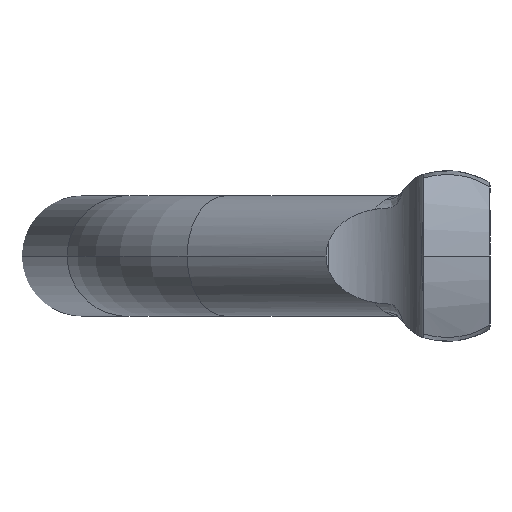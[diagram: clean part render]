
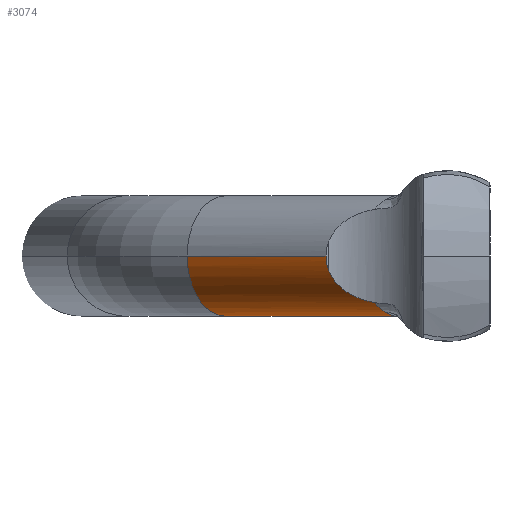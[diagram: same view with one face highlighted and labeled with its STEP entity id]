
A CAD part, left-side view. The second image highlights one B-rep face of the part: STEP entity #3074.
In plain terms, the highlighted cylindrical face has radius 6.35 mm (diameter 12.7 mm), a partial arc.
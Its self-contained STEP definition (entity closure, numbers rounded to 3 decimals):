
#40 = VERTEX_POINT ( 'NONE', #3402 ) ;
#48 = ORIENTED_EDGE ( 'NONE', *, *, #1436, .T. ) ;
#56 = CARTESIAN_POINT ( 'NONE',  ( -109.169, 6.26, -3.615 ) ) ;
#169 = VECTOR ( 'NONE', #3057, 1000. ) ;
#179 = CARTESIAN_POINT ( 'NONE',  ( -113.168, 9.616, 0. ) ) ;
#200 = CARTESIAN_POINT ( 'NONE',  ( -100.361, 15., -1.186 ) ) ;
#237 = CARTESIAN_POINT ( 'NONE',  ( -108.039, 7.322, -3.335 ) ) ;
#268 = DIRECTION ( 'NONE',  ( -0.643, -0.766, 0. ) ) ;
#345 = EDGE_LOOP ( 'NONE', ( #2984, #933, #2024, #1529, #2324, #48, #1687, #812, #3660, #818 ) ) ;
#394 = CIRCLE ( 'NONE', #1020, 6.35 ) ;
#438 = DIRECTION ( 'NONE',  ( 0.643, 0.766, 0. ) ) ;
#532 = VERTEX_POINT ( 'NONE', #1605 ) ;
#547 = CARTESIAN_POINT ( 'NONE',  ( -102.696, 31.975, 0. ) ) ;
#569 = B_SPLINE_CURVE_WITH_KNOTS ( 'NONE', 3,
 ( #56, #1006, #2514, #3140 ),
 .UNSPECIFIED., .F., .F.,
 ( 4, 4 ),
 ( 0., 0.002 ),
 .UNSPECIFIED. ) ;
#610 = DIRECTION ( 'NONE',  ( 0.643, 0.766, 0. ) ) ;
#613 = EDGE_CURVE ( 'NONE', #3596, #532, #3350, .T. ) ;
#625 = FACE_OUTER_BOUND ( 'NONE', #345, .T. ) ;
#627 = CARTESIAN_POINT ( 'NONE',  ( -115.773, 13.113, -4.73 ) ) ;
#654 = DIRECTION ( 'NONE',  ( 0., 0., -1. ) ) ;
#656 = CARTESIAN_POINT ( 'NONE',  ( -114.877, 11.049, -5.946 ) ) ;
#749 = CARTESIAN_POINT ( 'NONE',  ( -102.696, 31.975, 0. ) ) ;
#812 = ORIENTED_EDGE ( 'NONE', *, *, #613, .T. ) ;
#815 = VERTEX_POINT ( 'NONE', #1616 ) ;
#818 = ORIENTED_EDGE ( 'NONE', *, *, #2903, .F. ) ;
#903 = EDGE_CURVE ( 'NONE', #1867, #2205, #2888, .T. ) ;
#924 = CARTESIAN_POINT ( 'NONE',  ( -113.168, 9.616, 0. ) ) ;
#933 = ORIENTED_EDGE ( 'NONE', *, *, #2013, .T. ) ;
#949 = AXIS2_PLACEMENT_3D ( 'NONE', #179, #3125, #1386 ) ;
#985 = VECTOR ( 'NONE', #268, 1000. ) ;
#999 = CARTESIAN_POINT ( 'NONE',  ( -115., 16.901, -1.83 ) ) ;
#1006 = CARTESIAN_POINT ( 'NONE',  ( -108.784, 6.6, -3.504 ) ) ;
#1018 = CARTESIAN_POINT ( 'NONE',  ( -115.164, 15.182, -3.778 ) ) ;
#1020 = AXIS2_PLACEMENT_3D ( 'NONE', #1662, #438, #2875 ) ;
#1055 = EDGE_CURVE ( 'NONE', #2230, #3243, #569, .T. ) ;
#1198 = CARTESIAN_POINT ( 'NONE',  ( -115., 17.207, -1.065 ) ) ;
#1218 = CARTESIAN_POINT ( 'NONE',  ( -115.001, 16.779, -2.069 ) ) ;
#1386 = DIRECTION ( 'NONE',  ( 0., 0., -1. ) ) ;
#1436 = EDGE_CURVE ( 'NONE', #815, #3499, #1647, .T. ) ;
#1473 = DIRECTION ( 'NONE',  ( -0.643, -0.766, 0. ) ) ;
#1494 = CARTESIAN_POINT ( 'NONE',  ( -115.07, 15.802, -3.293 ) ) ;
#1513 = CARTESIAN_POINT ( 'NONE',  ( -115.128, 15.395, -3.628 ) ) ;
#1529 = ORIENTED_EDGE ( 'NONE', *, *, #1055, .F. ) ;
#1605 = CARTESIAN_POINT ( 'NONE',  ( -115., 17., -1.583 ) ) ;
#1616 = CARTESIAN_POINT ( 'NONE',  ( -111.46, 8.182, -5.946 ) ) ;
#1617 = CARTESIAN_POINT ( 'NONE',  ( -115.02, 16.341, -2.721 ) ) ;
#1647 = CIRCLE ( 'NONE', #949, 6.35 ) ;
#1662 = CARTESIAN_POINT ( 'NONE',  ( -113.168, 9.616, 0. ) ) ;
#1679 = AXIS2_PLACEMENT_3D ( 'NONE', #924, #3899, #3348 ) ;
#1684 = CARTESIAN_POINT ( 'NONE',  ( -102.987, 12.374, -2.326 ) ) ;
#1687 = ORIENTED_EDGE ( 'NONE', *, *, #2905, .T. ) ;
#1825 = CARTESIAN_POINT ( 'NONE',  ( -97.832, 27.893, 0. ) ) ;
#1867 = VERTEX_POINT ( 'NONE', #2593 ) ;
#1891 = CARTESIAN_POINT ( 'NONE',  ( -115.049, 15.993, -3.111 ) ) ;
#2013 = EDGE_CURVE ( 'NONE', #1867, #40, #2156, .T. ) ;
#2024 = ORIENTED_EDGE ( 'NONE', *, *, #2425, .F. ) ;
#2099 = CYLINDRICAL_SURFACE ( 'NONE', #2953, 6.35 ) ;
#2156 = LINE ( 'NONE', #3011, #169 ) ;
#2205 = VERTEX_POINT ( 'NONE', #749 ) ;
#2230 = VERTEX_POINT ( 'NONE', #2851 ) ;
#2324 = ORIENTED_EDGE ( 'NONE', *, *, #3659, .T. ) ;
#2354 = CARTESIAN_POINT ( 'NONE',  ( -100.361, 15., 0. ) ) ;
#2407 = LINE ( 'NONE', #547, #985 ) ;
#2425 = EDGE_CURVE ( 'NONE', #3243, #40, #2960, .T. ) ;
#2426 = CARTESIAN_POINT ( 'NONE',  ( -115.441, 14.052, -4.388 ) ) ;
#2514 = CARTESIAN_POINT ( 'NONE',  ( -108.407, 6.954, -3.409 ) ) ;
#2593 = CARTESIAN_POINT ( 'NONE',  ( -92.967, 23.812, 0. ) ) ;
#2627 = CIRCLE ( 'NONE', #1679, 6.35 ) ;
#2702 = CARTESIAN_POINT ( 'NONE',  ( -115., 17., -1.583 ) ) ;
#2729 = CARTESIAN_POINT ( 'NONE',  ( -115.012, 16.499, -2.513 ) ) ;
#2735 = CARTESIAN_POINT ( 'NONE',  ( -97.832, 27.893, 0. ) ) ;
#2786 = CARTESIAN_POINT ( 'NONE',  ( -108.039, 7.322, -3.335 ) ) ;
#2851 = CARTESIAN_POINT ( 'NONE',  ( -109.169, 6.26, -3.615 ) ) ;
#2875 = DIRECTION ( 'NONE',  ( 0., 0., -1. ) ) ;
#2888 = CIRCLE ( 'NONE', #3395, 6.35 ) ;
#2898 = EDGE_CURVE ( 'NONE', #532, #3837, #3774, .T. ) ;
#2903 = EDGE_CURVE ( 'NONE', #2205, #3837, #2407, .T. ) ;
#2905 = EDGE_CURVE ( 'NONE', #3499, #3596, #2627, .T. ) ;
#2953 = AXIS2_PLACEMENT_3D ( 'NONE', #1825, #1473, #3304 ) ;
#2960 =( BOUNDED_CURVE ( )  B_SPLINE_CURVE ( 3, ( #237, #1684, #200, #2354 ),
 .UNSPECIFIED., .F., .F. ) 
 B_SPLINE_CURVE_WITH_KNOTS ( ( 4, 4 ),
 ( 2.589, 3.142 ),
 .UNSPECIFIED. ) 
 CURVE ( )  GEOMETRIC_REPRESENTATION_ITEM ( )  RATIONAL_B_SPLINE_CURVE ( ( 1., 0.975, 0.975, 1. ) ) 
 REPRESENTATION_ITEM ( '' )  );
#2971 = CARTESIAN_POINT ( 'NONE',  ( -115., 17.312, 0. ) ) ;
#2984 = ORIENTED_EDGE ( 'NONE', *, *, #903, .F. ) ;
#3008 = CARTESIAN_POINT ( 'NONE',  ( -115., 17., -1.583 ) ) ;
#3011 = CARTESIAN_POINT ( 'NONE',  ( -92.967, 23.812, 0. ) ) ;
#3030 = CARTESIAN_POINT ( 'NONE',  ( -115.517, 13.816, -4.483 ) ) ;
#3057 = DIRECTION ( 'NONE',  ( -0.643, -0.766, 0. ) ) ;
#3074 = ADVANCED_FACE ( 'NONE', ( #625 ), #2099, .T. ) ;
#3125 = DIRECTION ( 'NONE',  ( 0.643, 0.766, 0. ) ) ;
#3140 = CARTESIAN_POINT ( 'NONE',  ( -108.039, 7.322, -3.335 ) ) ;
#3160 = CARTESIAN_POINT ( 'NONE',  ( -116.234, 12.188, -4.931 ) ) ;
#3167 = CARTESIAN_POINT ( 'NONE',  ( -116.234, 12.188, -4.931 ) ) ;
#3243 = VERTEX_POINT ( 'NONE', #2786 ) ;
#3304 = DIRECTION ( 'NONE',  ( -0.766, 0.643, 0. ) ) ;
#3347 = CARTESIAN_POINT ( 'NONE',  ( -115.982, 12.647, -4.848 ) ) ;
#3348 = DIRECTION ( 'NONE',  ( 0., 0., -1. ) ) ;
#3350 = B_SPLINE_CURVE_WITH_KNOTS ( 'NONE', 3,
 ( #3167, #3347, #627, #3030, #2426, #3917, #3450, #1018, #1513, #1494, #1891, #1617, #2729, #1218, #999, #2702 ),
 .UNSPECIFIED., .F., .F.,
 ( 4, 2, 2, 2, 2, 2, 2, 4 ),
 ( 0., 0.002, 0.002, 0.003, 0.004, 0.005, 0.006, 0.006 ),
 .UNSPECIFIED. ) ;
#3395 = AXIS2_PLACEMENT_3D ( 'NONE', #2735, #610, #654 ) ;
#3402 = CARTESIAN_POINT ( 'NONE',  ( -100.361, 15., 0. ) ) ;
#3450 = CARTESIAN_POINT ( 'NONE',  ( -115.255, 14.743, -4.049 ) ) ;
#3499 = VERTEX_POINT ( 'NONE', #656 ) ;
#3565 = CARTESIAN_POINT ( 'NONE',  ( -115., 17.312, 0. ) ) ;
#3596 = VERTEX_POINT ( 'NONE', #3160 ) ;
#3644 = CARTESIAN_POINT ( 'NONE',  ( -115., 17.312, -0.535 ) ) ;
#3659 = EDGE_CURVE ( 'NONE', #2230, #815, #394, .T. ) ;
#3660 = ORIENTED_EDGE ( 'NONE', *, *, #2898, .T. ) ;
#3774 =( BOUNDED_CURVE ( )  B_SPLINE_CURVE ( 3, ( #3008, #1198, #3644, #2971 ),
 .UNSPECIFIED., .F., .F. ) 
 B_SPLINE_CURVE_WITH_KNOTS ( ( 4, 4 ),
 ( 2.89, 3.142 ),
 .UNSPECIFIED. ) 
 CURVE ( )  GEOMETRIC_REPRESENTATION_ITEM ( )  RATIONAL_B_SPLINE_CURVE ( ( 1., 0.995, 0.995, 1. ) ) 
 REPRESENTATION_ITEM ( '' )  );
#3837 = VERTEX_POINT ( 'NONE', #3565 ) ;
#3899 = DIRECTION ( 'NONE',  ( 0.643, 0.766, 0. ) ) ;
#3917 = CARTESIAN_POINT ( 'NONE',  ( -115.31, 14.516, -4.17 ) ) ;
